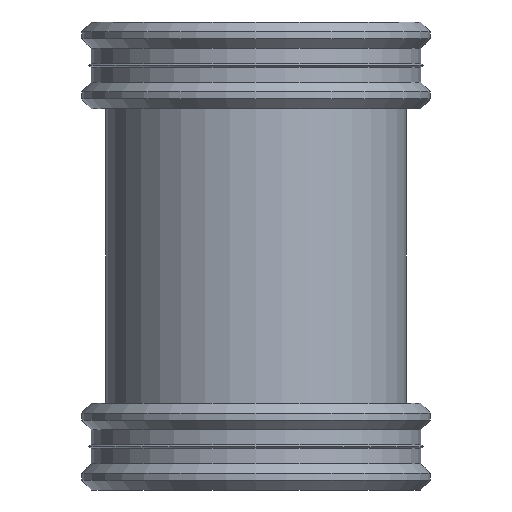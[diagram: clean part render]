
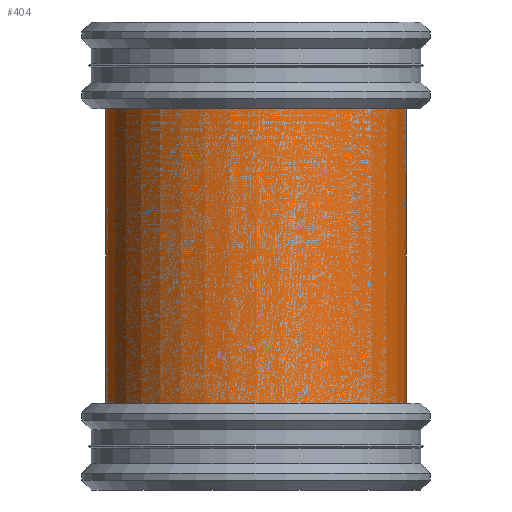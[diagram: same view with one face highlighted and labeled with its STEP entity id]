
A CAD part, left-side view. The second image highlights one B-rep face of the part: STEP entity #404.
In plain terms, the highlighted cylindrical face has radius 50.9 mm (diameter 101.8 mm), a full revolution.
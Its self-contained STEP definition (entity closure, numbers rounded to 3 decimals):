
#21=CYLINDRICAL_SURFACE('',#462,50.9);
#40=LINE('',#697,#65);
#65=VECTOR('',#564,50.9);
#109=FACE_OUTER_BOUND('',#140,.T.);
#140=EDGE_LOOP('',(#323,#324,#325,#326));
#174=CIRCLE('',#461,50.9);
#175=CIRCLE('',#463,50.9);
#204=VERTEX_POINT('',#691);
#205=VERTEX_POINT('',#695);
#245=EDGE_CURVE('',#204,#204,#174,.T.);
#246=EDGE_CURVE('',#205,#205,#175,.T.);
#247=EDGE_CURVE('',#205,#204,#40,.T.);
#323=ORIENTED_EDGE('',*,*,#246,.F.);
#324=ORIENTED_EDGE('',*,*,#247,.T.);
#325=ORIENTED_EDGE('',*,*,#245,.T.);
#326=ORIENTED_EDGE('',*,*,#247,.F.);
#404=ADVANCED_FACE('',(#109),#21,.T.);
#461=AXIS2_PLACEMENT_3D('',#693,#558,#559);
#462=AXIS2_PLACEMENT_3D('',#694,#560,#561);
#463=AXIS2_PLACEMENT_3D('',#696,#562,#563);
#558=DIRECTION('center_axis',(0.,0.,-1.));
#559=DIRECTION('ref_axis',(1.,0.,0.));
#560=DIRECTION('center_axis',(0.,0.,-1.));
#561=DIRECTION('ref_axis',(0.,1.,0.));
#562=DIRECTION('center_axis',(0.,0.,-1.));
#563=DIRECTION('ref_axis',(1.,0.,0.));
#564=DIRECTION('',(0.,0.,1.));
#691=CARTESIAN_POINT('',(0.,-50.9,100.));
#693=CARTESIAN_POINT('Origin',(0.,0.,100.));
#694=CARTESIAN_POINT('Origin',(0.,0.,50.));
#695=CARTESIAN_POINT('',(0.,-50.9,0.));
#696=CARTESIAN_POINT('Origin',(0.,0.,0.));
#697=CARTESIAN_POINT('',(0.,-50.9,50.));
